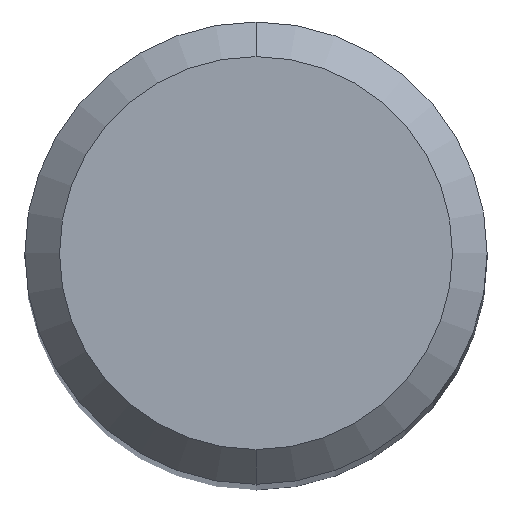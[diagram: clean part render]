
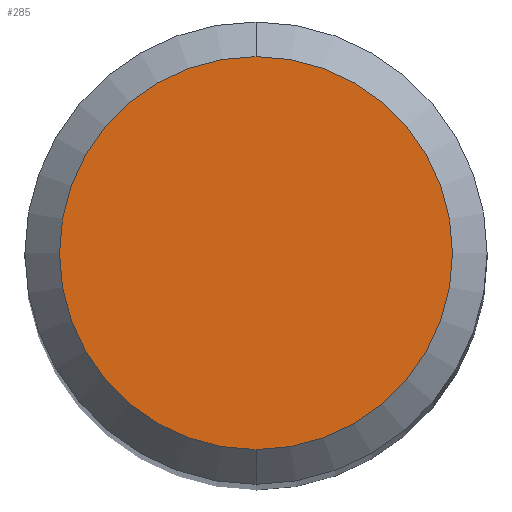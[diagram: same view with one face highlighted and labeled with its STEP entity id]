
A CAD part, top view. The second image highlights one B-rep face of the part: STEP entity #285.
In plain terms, the highlighted planar face has unit normal (0, 0, 1).
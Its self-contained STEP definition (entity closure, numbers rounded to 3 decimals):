
#245=VERTEX_POINT('',#609);
#253=EDGE_CURVE('',#385,#245,#617,.T.);
#265=EDGE_CURVE('',#245,#385,#630,.T.);
#285=ADVANCED_FACE('',(#652),#653,.T.);
#385=VERTEX_POINT('',#762);
#609=CARTESIAN_POINT('',(0.,-1.7,0.0));
#617=CIRCLE('',#1068,1.7);
#630=CIRCLE('',#1081,1.7);
#652=FACE_OUTER_BOUND('',#1106,.T.);
#653=PLANE('',#1107);
#762=CARTESIAN_POINT('',(0.0,1.7,0.0));
#1068=AXIS2_PLACEMENT_3D('',#1703,#1704,#1705);
#1081=AXIS2_PLACEMENT_3D('',#1715,#1716,#1717);
#1106=EDGE_LOOP('',(#1739,#1740));
#1107=AXIS2_PLACEMENT_3D('',#1741,#1742,#1743);
#1703=CARTESIAN_POINT('',(0.0,0.0,0.0));
#1704=DIRECTION('',(0.0,0.0,-1.0));
#1705=DIRECTION('',(0.0,1.0,0.0));
#1715=CARTESIAN_POINT('',(0.0,0.0,0.0));
#1716=DIRECTION('',(0.0,0.0,-1.0));
#1717=DIRECTION('',(0.0,1.0,0.0));
#1739=ORIENTED_EDGE('',*,*,#253,.F.);
#1740=ORIENTED_EDGE('',*,*,#265,.F.);
#1741=CARTESIAN_POINT('',(0.0,0.85,0.0));
#1742=DIRECTION('',(-0.0,0.0,1.0));
#1743=DIRECTION('',(0.0,-1.0,0.0));
